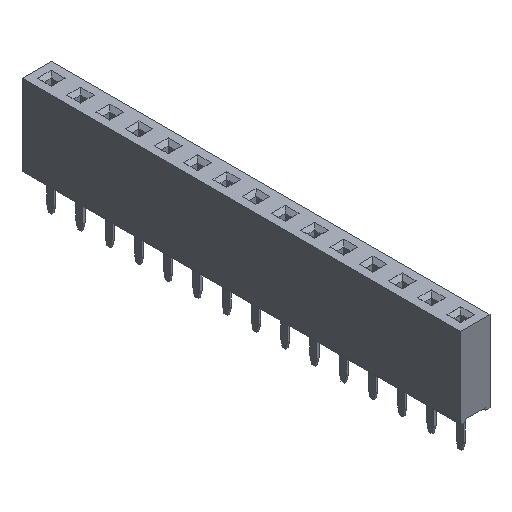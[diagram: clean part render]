
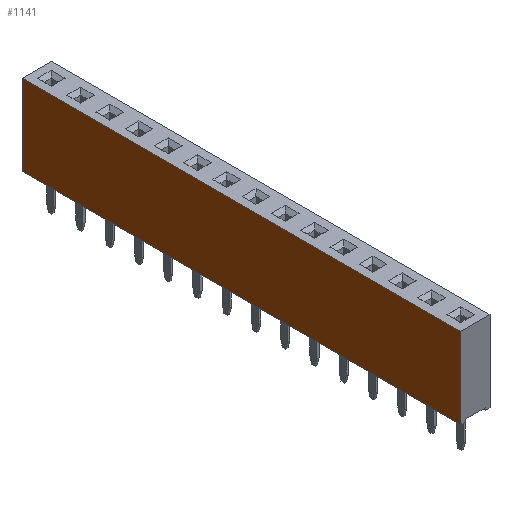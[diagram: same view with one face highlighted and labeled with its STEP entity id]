
A CAD part, isometric view. The second image highlights one B-rep face of the part: STEP entity #1141.
In plain terms, the highlighted planar face has unit normal (-1, 0, 0).
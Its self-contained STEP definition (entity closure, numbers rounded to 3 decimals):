
#13=DIRECTION('',(0.,0.,1.));
#27=VECTOR('',#13,1.);
#51=VERTEX_POINT('',#52);
#52=CARTESIAN_POINT('',(-1.27,-36.83,0.));
#57=DIRECTION('',(1.,0.,0.));
#59=EDGE_CURVE('',#51,#60,#62,.T.);
#60=VERTEX_POINT('',#61);
#61=CARTESIAN_POINT('',(-1.27,-36.83,7.));
#62=LINE('',#52,#27);
#98=VERTEX_POINT('',#99);
#99=CARTESIAN_POINT('',(-1.27,1.27,7.));
#102=EDGE_CURVE('',#103,#98,#105,.T.);
#103=VERTEX_POINT('',#104);
#104=CARTESIAN_POINT('',(-1.27,1.27,0.));
#105=LINE('',#104,#27);
#125=DIRECTION('',(0.,-1.,0.));
#141=EDGE_CURVE('',#98,#60,#142,.T.);
#142=LINE('',#99,#143);
#143=VECTOR('',#125,1.);
#483=ORIENTED_EDGE('',*,*,#484,.F.);
#484=EDGE_CURVE('',#103,#51,#485,.T.);
#485=LINE('',#104,#143);
#1141=ADVANCED_FACE('',(#1142),#1147,.F.);
#1142=FACE_BOUND('',#1143,.F.);
#1143=EDGE_LOOP('',(#1144,#1145,#1146,#483));
#1144=ORIENTED_EDGE('',*,*,#102,.T.);
#1145=ORIENTED_EDGE('',*,*,#141,.T.);
#1146=ORIENTED_EDGE('',*,*,#59,.F.);
#1147=PLANE('',#1148);
#1148=AXIS2_PLACEMENT_3D('',#104,#57,#125);
